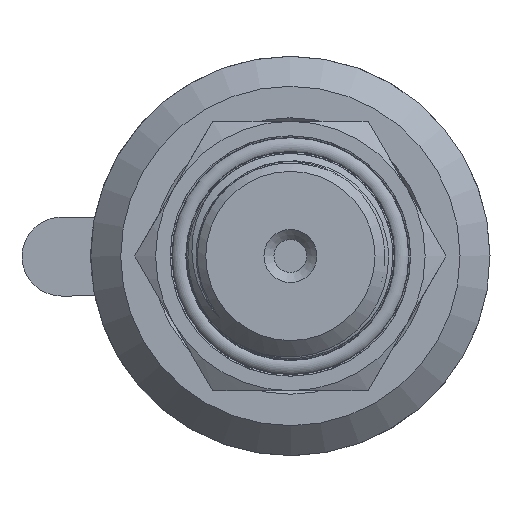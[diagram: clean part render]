
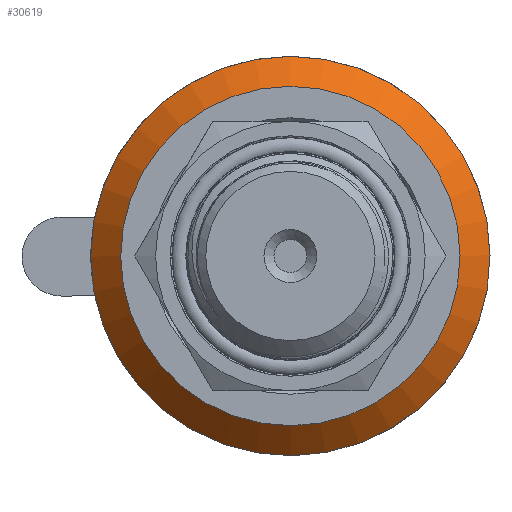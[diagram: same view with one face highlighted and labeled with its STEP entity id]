
A CAD part, left-side view. The second image highlights one B-rep face of the part: STEP entity #30619.
In plain terms, the highlighted conical face has half-angle 45 degrees and reference radius 18.5 mm.
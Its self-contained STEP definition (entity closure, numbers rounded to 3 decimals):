
#265=CONICAL_SURFACE('',#32345,18.5,0.785);
#2358=FACE_OUTER_BOUND('',#4104,.T.);
#4104=EDGE_LOOP('',(#23702,#23703,#23704,#23705));
#5516=CIRCLE('',#32344,20.);
#5517=CIRCLE('',#32346,17.);
#7559=LINE('',#59958,#10523);
#10523=VECTOR('',#35669,18.5);
#13874=VERTEX_POINT('',#59953);
#13875=VERTEX_POINT('',#59957);
#17482=EDGE_CURVE('',#13874,#13874,#5516,.T.);
#17483=EDGE_CURVE('',#13874,#13875,#7559,.T.);
#17484=EDGE_CURVE('',#13875,#13875,#5517,.T.);
#23702=ORIENTED_EDGE('',*,*,#17482,.F.);
#23703=ORIENTED_EDGE('',*,*,#17483,.T.);
#23704=ORIENTED_EDGE('',*,*,#17484,.T.);
#23705=ORIENTED_EDGE('',*,*,#17483,.F.);
#30619=ADVANCED_FACE('',(#2358),#265,.T.);
#32344=AXIS2_PLACEMENT_3D('',#59955,#35665,#35666);
#32345=AXIS2_PLACEMENT_3D('',#59956,#35667,#35668);
#32346=AXIS2_PLACEMENT_3D('',#59959,#35670,#35671);
#35665=DIRECTION('center_axis',(-1.,0.,0.));
#35666=DIRECTION('ref_axis',(0.,0.,
-1.));
#35667=DIRECTION('center_axis',(-1.,0.,0.));
#35668=DIRECTION('ref_axis',(0.,-1.,0.));
#35669=DIRECTION('',(0.707,-0.707,0.));
#35670=DIRECTION('center_axis',(-1.,0.,0.));
#35671=DIRECTION('ref_axis',(0.,0.,
-1.));
#59953=CARTESIAN_POINT('',(21.,20.,0.));
#59955=CARTESIAN_POINT('Origin',(21.,0.,0.));
#59956=CARTESIAN_POINT('Origin',(22.5,0.,0.));
#59957=CARTESIAN_POINT('',(24.,17.,0.));
#59958=CARTESIAN_POINT('',(22.5,18.5,0.));
#59959=CARTESIAN_POINT('Origin',(24.,0.,0.));
